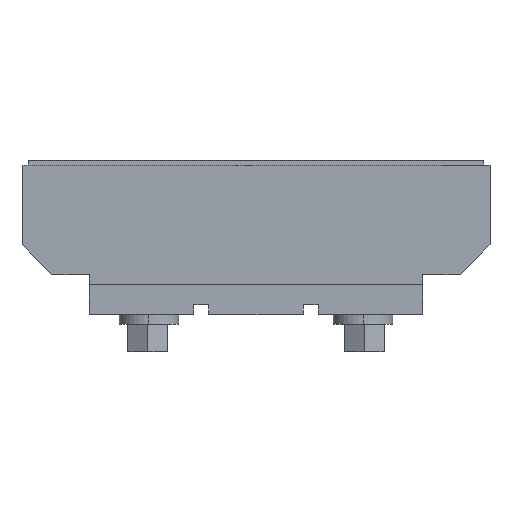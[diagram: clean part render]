
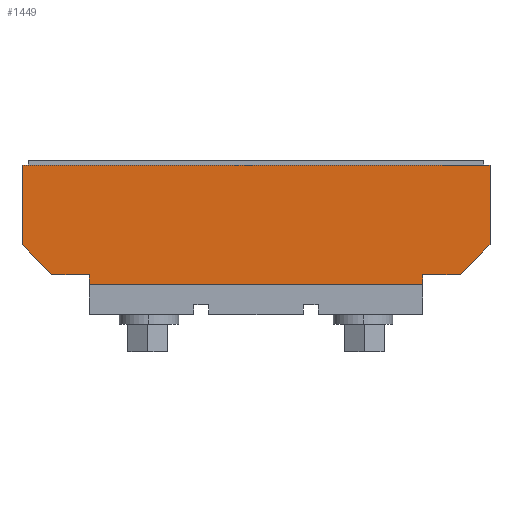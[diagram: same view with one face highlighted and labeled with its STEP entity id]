
A CAD part, left-side view. The second image highlights one B-rep face of the part: STEP entity #1449.
In plain terms, the highlighted planar face has unit normal (-1, 0, 0).
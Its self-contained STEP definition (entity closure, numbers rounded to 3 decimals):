
#13 = LINE ( 'NONE', #1789, #421 ) ;
#27 = ORIENTED_EDGE ( 'NONE', *, *, #442, .F. ) ;
#60 = CARTESIAN_POINT ( 'NONE',  ( -12.5, -33.5, -24. ) ) ;
#76 = EDGE_LOOP ( 'NONE', ( #133, #275, #1818, #404, #1496, #215, #161, #101, #27, #731 ) ) ;
#101 = ORIENTED_EDGE ( 'NONE', *, *, #334, .F. ) ;
#133 = ORIENTED_EDGE ( 'NONE', *, *, #360, .F. ) ;
#161 = ORIENTED_EDGE ( 'NONE', *, *, #301, .F. ) ;
#171 = VECTOR ( 'NONE', #409, 1000. ) ;
#192 = CARTESIAN_POINT ( 'NONE',  ( -12.5, 47., 0. ) ) ;
#215 = ORIENTED_EDGE ( 'NONE', *, *, #1127, .F. ) ;
#235 = CARTESIAN_POINT ( 'NONE',  ( -12.5, 33.5, -22. ) ) ;
#243 = LINE ( 'NONE', #1956, #171 ) ;
#244 = CARTESIAN_POINT ( 'NONE',  ( -12.5, -33.5, -24. ) ) ;
#275 = ORIENTED_EDGE ( 'NONE', *, *, #700, .F. ) ;
#285 = DIRECTION ( 'NONE',  ( 0., 0.707, -0.707 ) ) ;
#300 = VECTOR ( 'NONE', #1419, 1000. ) ;
#301 = EDGE_CURVE ( 'NONE', #1696, #1076, #13, .T. ) ;
#302 = EDGE_CURVE ( 'NONE', #1312, #2025, #791, .T. ) ;
#303 = AXIS2_PLACEMENT_3D ( 'NONE', #705, #672, #671 ) ;
#334 = EDGE_CURVE ( 'NONE', #1008, #1696, #752, .T. ) ;
#360 = EDGE_CURVE ( 'NONE', #1458, #1815, #243, .T. ) ;
#404 = ORIENTED_EDGE ( 'NONE', *, *, #302, .F. ) ;
#409 = DIRECTION ( 'NONE',  ( 0., 0., 1. ) ) ;
#421 = VECTOR ( 'NONE', #1764, 1000. ) ;
#424 = CARTESIAN_POINT ( 'NONE',  ( -12.5, 47., 0. ) ) ;
#442 = EDGE_CURVE ( 'NONE', #1397, #1008, #1470, .T. ) ;
#444 = CARTESIAN_POINT ( 'NONE',  ( -12.5, 41., -22. ) ) ;
#599 = CARTESIAN_POINT ( 'NONE',  ( -12.5, -41., -22. ) ) ;
#671 = DIRECTION ( 'NONE',  ( 0., 0., -1. ) ) ;
#672 = DIRECTION ( 'NONE',  ( 1., 0., 0. ) ) ;
#674 = PLANE ( 'NONE',  #303 ) ;
#681 = CARTESIAN_POINT ( 'NONE',  ( -12.5, 47., -16. ) ) ;
#700 = EDGE_CURVE ( 'NONE', #1793, #1458, #1624, .T. ) ;
#705 = CARTESIAN_POINT ( 'NONE',  ( -12.5, 0., 0. ) ) ;
#731 = ORIENTED_EDGE ( 'NONE', *, *, #838, .F. ) ;
#752 = LINE ( 'NONE', #1872, #1343 ) ;
#760 = CARTESIAN_POINT ( 'NONE',  ( -12.5, -47., 0. ) ) ;
#775 = CARTESIAN_POINT ( 'NONE',  ( -12.5, 33.5, -24. ) ) ;
#791 = LINE ( 'NONE', #1997, #300 ) ;
#838 = EDGE_CURVE ( 'NONE', #1815, #1397, #2011, .T. ) ;
#849 = EDGE_CURVE ( 'NONE', #1999, #1312, #1964, .T. ) ;
#916 = EDGE_CURVE ( 'NONE', #2025, #1793, #1884, .T. ) ;
#975 = DIRECTION ( 'NONE',  ( 0., 0., -1. ) ) ;
#991 = CARTESIAN_POINT ( 'NONE',  ( -12.5, -33.5, -22. ) ) ;
#1008 = VERTEX_POINT ( 'NONE', #1351 ) ;
#1076 = VERTEX_POINT ( 'NONE', #1405 ) ;
#1119 = FACE_OUTER_BOUND ( 'NONE', #76, .T. ) ;
#1127 = EDGE_CURVE ( 'NONE', #1076, #1999, #1413, .T. ) ;
#1312 = VERTEX_POINT ( 'NONE', #775 ) ;
#1343 = VECTOR ( 'NONE', #285, 1000. ) ;
#1351 = CARTESIAN_POINT ( 'NONE',  ( -12.5, -47., -16. ) ) ;
#1356 = CARTESIAN_POINT ( 'NONE',  ( -12.5, 33.5, -22. ) ) ;
#1381 = DIRECTION ( 'NONE',  ( 0., -1., 0. ) ) ;
#1382 = VECTOR ( 'NONE', #975, 1000. ) ;
#1397 = VERTEX_POINT ( 'NONE', #760 ) ;
#1405 = CARTESIAN_POINT ( 'NONE',  ( -12.5, -33.5, -22. ) ) ;
#1413 = LINE ( 'NONE', #991, #1382 ) ;
#1419 = DIRECTION ( 'NONE',  ( 0., 0., 1. ) ) ;
#1449 = ADVANCED_FACE ( 'NONE', ( #1119 ), #674, .F. ) ;
#1458 = VERTEX_POINT ( 'NONE', #681 ) ;
#1470 = LINE ( 'NONE', #1848, #1858 ) ;
#1496 = ORIENTED_EDGE ( 'NONE', *, *, #849, .F. ) ;
#1502 = DIRECTION ( 'NONE',  ( 0., 1., 0. ) ) ;
#1509 = DIRECTION ( 'NONE',  ( 0., 0.707, 0.707 ) ) ;
#1511 = CARTESIAN_POINT ( 'NONE',  ( -12.5, 41., -22. ) ) ;
#1624 = LINE ( 'NONE', #1511, #1836 ) ;
#1696 = VERTEX_POINT ( 'NONE', #599 ) ;
#1742 = DIRECTION ( 'NONE',  ( 0., 1., 0. ) ) ;
#1764 = DIRECTION ( 'NONE',  ( 0., 1., 0. ) ) ;
#1789 = CARTESIAN_POINT ( 'NONE',  ( -12.5, -41., -22. ) ) ;
#1793 = VERTEX_POINT ( 'NONE', #444 ) ;
#1815 = VERTEX_POINT ( 'NONE', #424 ) ;
#1818 = ORIENTED_EDGE ( 'NONE', *, *, #916, .F. ) ;
#1836 = VECTOR ( 'NONE', #1509, 1000. ) ;
#1843 = DIRECTION ( 'NONE',  ( 0., 0., -1. ) ) ;
#1848 = CARTESIAN_POINT ( 'NONE',  ( -12.5, -47., 0. ) ) ;
#1858 = VECTOR ( 'NONE', #1843, 1000. ) ;
#1872 = CARTESIAN_POINT ( 'NONE',  ( -12.5, -47., -16. ) ) ;
#1884 = LINE ( 'NONE', #1356, #1913 ) ;
#1913 = VECTOR ( 'NONE', #1742, 1000. ) ;
#1956 = CARTESIAN_POINT ( 'NONE',  ( -12.5, 47., -16. ) ) ;
#1964 = LINE ( 'NONE', #60, #2006 ) ;
#1997 = CARTESIAN_POINT ( 'NONE',  ( -12.5, 33.5, -24. ) ) ;
#1999 = VERTEX_POINT ( 'NONE', #244 ) ;
#2006 = VECTOR ( 'NONE', #1502, 1000. ) ;
#2011 = LINE ( 'NONE', #192, #2014 ) ;
#2014 = VECTOR ( 'NONE', #1381, 1000. ) ;
#2025 = VERTEX_POINT ( 'NONE', #235 ) ;
